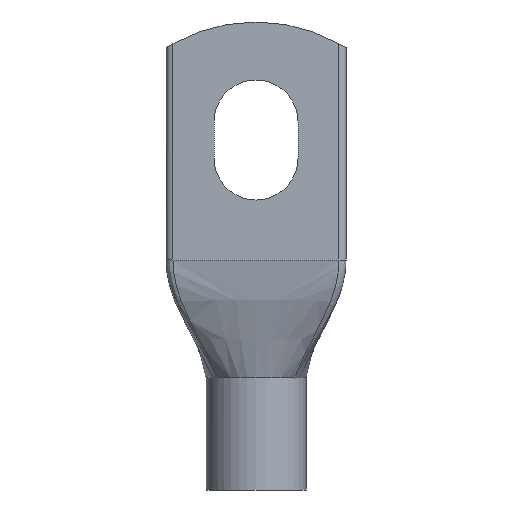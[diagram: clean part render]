
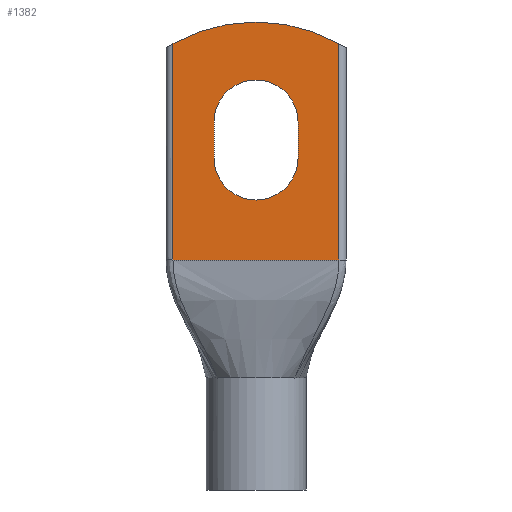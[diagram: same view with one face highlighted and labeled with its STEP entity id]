
A CAD part, front view. The second image highlights one B-rep face of the part: STEP entity #1382.
In plain terms, the highlighted planar face has unit normal (0, -1, 0).
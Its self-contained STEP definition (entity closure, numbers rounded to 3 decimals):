
#298=CARTESIAN_POINT('',(8.3,0.,-23.8));
#300=CARTESIAN_POINT('',(-8.3,0.,-23.8));
#352=DIRECTION('',(0.,0.,1.));
#353=VECTOR('',#352,3.6);
#354=CARTESIAN_POINT('',(4.2,0.,-13.6));
#355=LINE('',#354,#353);
#356=CARTESIAN_POINT('',(0.,0.,-10.));
#357=DIRECTION('',(0.,-1.,0.));
#358=DIRECTION('',(1.,0.,0.));
#359=AXIS2_PLACEMENT_3D('',#356,#357,#358);
#361=DIRECTION('',(0.,0.,-1.));
#362=VECTOR('',#361,3.6);
#363=CARTESIAN_POINT('',(-4.2,0.,-10.));
#364=LINE('',#363,#362);
#365=CARTESIAN_POINT('',(0.,0.,-13.6));
#366=DIRECTION('',(0.,-1.,0.));
#367=DIRECTION('',(-1.,0.,0.));
#368=AXIS2_PLACEMENT_3D('',#365,#366,#367);
#370=CARTESIAN_POINT('',(0.,0.,-17.));
#371=DIRECTION('',(0.,1.,0.));
#372=DIRECTION('',(-0.488,0.,0.873));
#373=AXIS2_PLACEMENT_3D('',#370,#371,#372);
#375=DIRECTION('',(0.,0.,1.));
#376=VECTOR('',#375,21.636);
#377=CARTESIAN_POINT('',(8.3,0.,-23.8));
#378=LINE('',#377,#376);
#379=DIRECTION('',(1.,0.,0.));
#380=VECTOR('',#379,16.6);
#381=CARTESIAN_POINT('',(-8.3,0.,-23.8));
#382=LINE('',#381,#380);
#383=DIRECTION('',(0.,0.,-1.));
#384=VECTOR('',#383,21.636);
#385=CARTESIAN_POINT('',(-8.3,0.,-2.164));
#386=LINE('',#385,#384);
#638=CARTESIAN_POINT('',(4.2,0.,-13.6));
#639=CARTESIAN_POINT('',(4.2,0.,-10.));
#640=VERTEX_POINT('',#638);
#641=VERTEX_POINT('',#639);
#642=CARTESIAN_POINT('',(-4.2,0.,-10.));
#643=VERTEX_POINT('',#642);
#644=CARTESIAN_POINT('',(-4.2,0.,-13.6));
#645=VERTEX_POINT('',#644);
#680=CARTESIAN_POINT('',(-8.3,0.,-2.164));
#681=CARTESIAN_POINT('',(8.3,0.,-2.164));
#682=VERTEX_POINT('',#680);
#683=VERTEX_POINT('',#681);
#700=VERTEX_POINT('',#298);
#707=VERTEX_POINT('',#300);
#1360=CARTESIAN_POINT('',(0.,0.,0.));
#1361=DIRECTION('',(0.,1.,0.));
#1362=DIRECTION('',(1.,0.,0.));
#1363=AXIS2_PLACEMENT_3D('',#1360,#1361,#1362);
#1364=PLANE('',#1363);
#1365=ORIENTED_EDGE('',*,*,#1342,.T.);
#1366=ORIENTED_EDGE('',*,*,#1332,.F.);
#1367=ORIENTED_EDGE('',*,*,#1181,.F.);
#1369=ORIENTED_EDGE('',*,*,#1368,.F.);
#1370=EDGE_LOOP('',(#1365,#1366,#1367,#1369));
#1371=FACE_OUTER_BOUND('',#1370,.F.);
#1373=ORIENTED_EDGE('',*,*,#1372,.T.);
#1375=ORIENTED_EDGE('',*,*,#1374,.T.);
#1377=ORIENTED_EDGE('',*,*,#1376,.T.);
#1379=ORIENTED_EDGE('',*,*,#1378,.T.);
#1380=EDGE_LOOP('',(#1373,#1375,#1377,#1379));
#1381=FACE_BOUND('',#1380,.F.);
#360=CIRCLE('',#359,4.2);
#369=CIRCLE('',#368,4.2);
#374=CIRCLE('',#373,17.);
#1181=EDGE_CURVE('',#707,#700,#382,.T.);
#1332=EDGE_CURVE('',#700,#683,#378,.T.);
#1342=EDGE_CURVE('',#682,#683,#374,.T.);
#1368=EDGE_CURVE('',#682,#707,#386,.T.);
#1372=EDGE_CURVE('',#640,#641,#355,.T.);
#1374=EDGE_CURVE('',#641,#643,#360,.T.);
#1376=EDGE_CURVE('',#643,#645,#364,.T.);
#1378=EDGE_CURVE('',#645,#640,#369,.T.);
#1382=ADVANCED_FACE('',(#1371,#1381),#1364,.F.);
